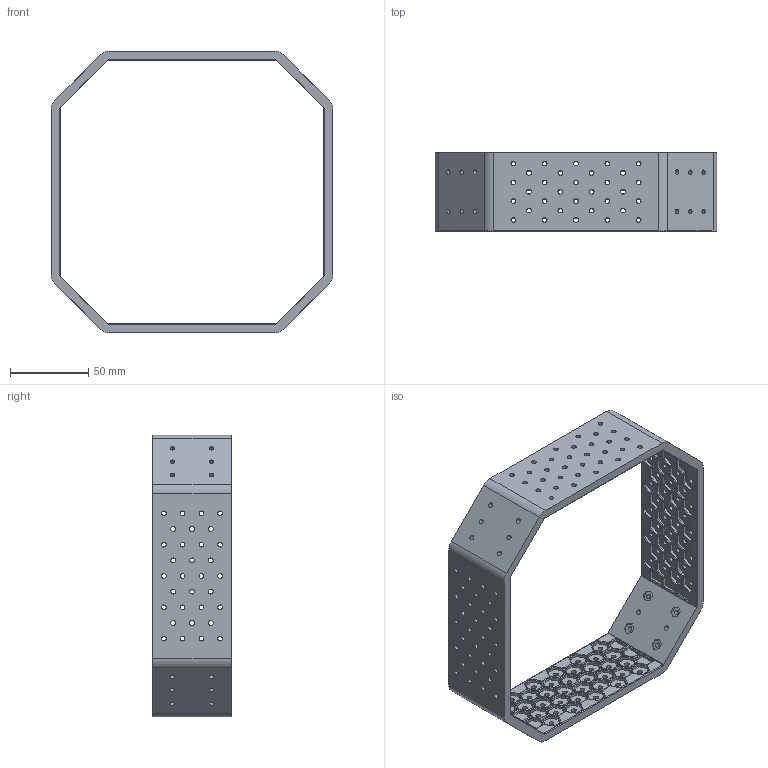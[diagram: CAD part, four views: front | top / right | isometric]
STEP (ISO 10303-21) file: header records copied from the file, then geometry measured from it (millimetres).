
FILE_DESCRIPTION(/* description */ (''),/* implementation_level */ '2;1');
FILE_NAME(/* name */ 'Base_frame_180mm v14.step',/* time_stamp */ '2022-10-05T09:42:35+02:00',/* author */ (''),/* organization */ (''),/* preprocessor_version */ 'ST-DEVELOPER v19',/* originating_system */ 'Autodesk Translation Framework v11.7.0.108',/* authorisation */ '');
FILE_SCHEMA (('AUTOMOTIVE_DESIGN { 1 0 10303 214 3 1 1 }'));
Products named in the file (1): Base_frame_180mm
Bounding box: 180 x 50 x 180 mm (x, y, z)
Volume: 151689.7 mm3; surface area: 82573.7 mm2
Topology: 1 solids, 1 shells, 2362 faces, 5664 edges, 3472 vertices
Faces by surface type: plane 1178, cylinder 1168, bspline 16
Full cylindrical faces by diameter (mm): 3 x152
Entity records: 68381 total; most frequent: CARTESIAN_POINT 12027, DIRECTION 11798, ORIENTED_EDGE 11328, EDGE_CURVE 5664, LINE 4192, VECTOR 4192, AXIS2_PLACEMENT_3D 3803, VERTEX_POINT 3472
